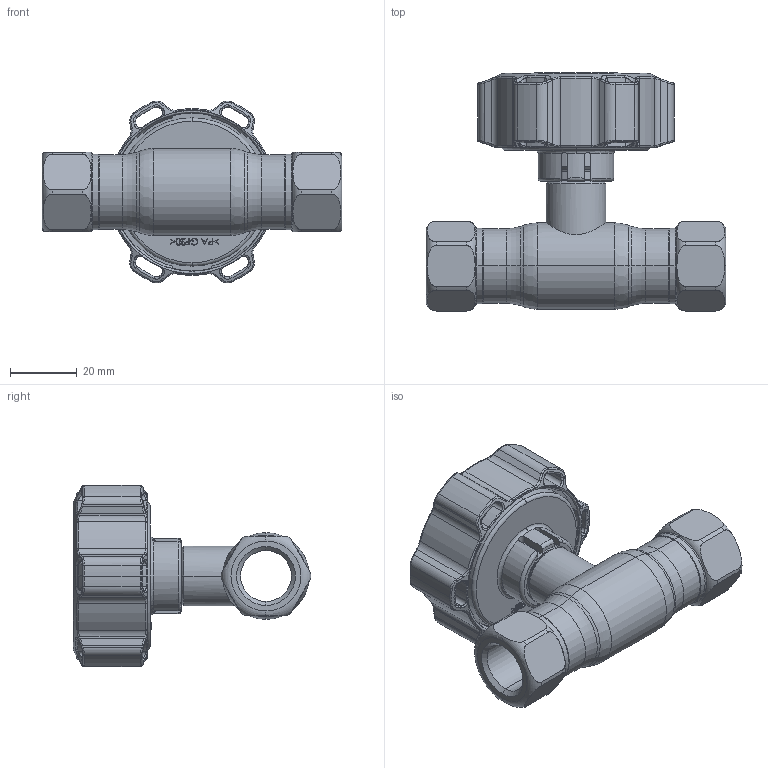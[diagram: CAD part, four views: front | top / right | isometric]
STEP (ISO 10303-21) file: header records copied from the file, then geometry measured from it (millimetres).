
FILE_DESCRIPTION (( 'STEP AP214' ), '1' );
FILE_NAME ('1010002000-1200.step', '2024-01-15T11:32:06', ( '' ), ( '' ), 'SwSTEP 2.0', 'SolidWorks 2021', '' );
FILE_SCHEMA (( 'AUTOMOTIVE_DESIGN' ));
Length unit declared in the file: millimetre
Products named in the file (1): 1010002000-1200
Bounding box: 90 x 71.4 x 54.57 mm (x, y, z)
Surface area: 24565.4 mm2 (no closed solid volume)
Topology: 0 solids, 8 shells, 552 faces, 1538 edges, 977 vertices
Faces by surface type: bspline 174, cylinder 138, plane 105, torus 85, cone 50
Entity records: 33636 total; most frequent: CARTESIAN_POINT 14989, ORIENTED_EDGE 2817, DIRECTION 2216, EDGE_CURVE 1538, VERTEX_POINT 977, AXIS2_PLACEMENT_3D 889, EDGE_LOOP 585, B_SPLINE_CURVE_WITH_KNOTS 560
